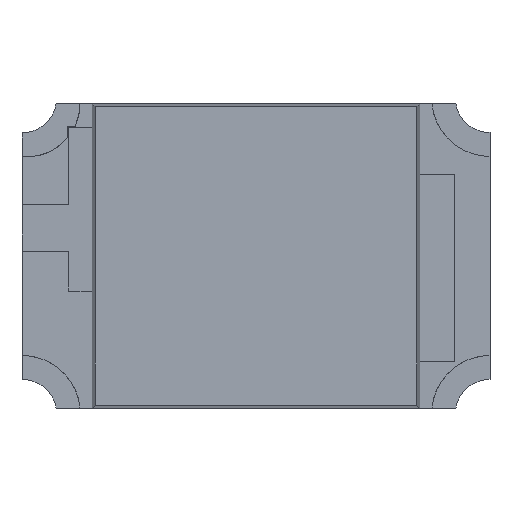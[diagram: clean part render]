
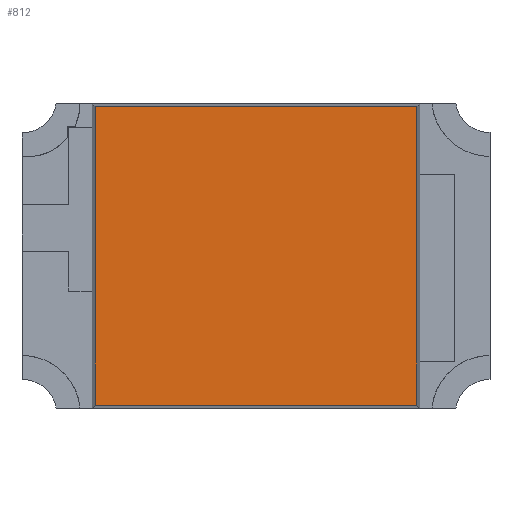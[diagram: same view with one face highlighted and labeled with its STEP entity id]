
A CAD part, top view. The second image highlights one B-rep face of the part: STEP entity #812.
In plain terms, the highlighted planar face has unit normal (0, 0, 1).
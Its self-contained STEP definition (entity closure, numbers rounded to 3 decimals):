
#812 = ADVANCED_FACE( '', ( #1450 ), #1451, .T. );
#1450 = FACE_OUTER_BOUND( '', #2044, .T. );
#1451 = PLANE( '', #2045 );
#2044 = EDGE_LOOP( '', ( #3436, #3437, #3438, #3439 ) );
#2045 = AXIS2_PLACEMENT_3D( '', #3440, #3441, #3442 );
#3436 = ORIENTED_EDGE( '', *, *, #4382, .T. );
#3437 = ORIENTED_EDGE( '', *, *, #4336, .T. );
#3438 = ORIENTED_EDGE( '', *, *, #4366, .T. );
#3439 = ORIENTED_EDGE( '', *, *, #4403, .T. );
#3440 = CARTESIAN_POINT( '', ( 0., 0., 0.5 ) );
#3441 = DIRECTION( '', ( 0., 0., 1. ) );
#3442 = DIRECTION( '', ( 1., 0., 0. ) );
#4336 = EDGE_CURVE( '', #5248, #5246, #5249, .F. );
#4366 = EDGE_CURVE( '', #5246, #5284, #5286, .F. );
#4382 = EDGE_CURVE( '', #5306, #5248, #5307, .F. );
#4403 = EDGE_CURVE( '', #5284, #5306, #5331, .F. );
#5246 = VERTEX_POINT( '', #6508 );
#5248 = VERTEX_POINT( '', #6511 );
#5249 = LINE( '', #6512, #6513 );
#5284 = VERTEX_POINT( '', #6564 );
#5286 = LINE( '', #6567, #6568 );
#5306 = VERTEX_POINT( '', #6594 );
#5307 = LINE( '', #6595, #6596 );
#5331 = LINE( '', #6628, #6629 );
#6508 = CARTESIAN_POINT( '', ( 0.688, -0.638, 0.5 ) );
#6511 = CARTESIAN_POINT( '', ( -0.688, -0.638, 0.5 ) );
#6512 = CARTESIAN_POINT( '', ( 0., -0.638, 0.5 ) );
#6513 = VECTOR( '', #7209, 1000. );
#6564 = CARTESIAN_POINT( '', ( 0.688, 0.638, 0.5 ) );
#6567 = CARTESIAN_POINT( '', ( 0.688, 0., 0.5 ) );
#6568 = VECTOR( '', #7230, 1000. );
#6594 = CARTESIAN_POINT( '', ( -0.688, 0.638, 0.5 ) );
#6595 = CARTESIAN_POINT( '', ( -0.688, 0., 0.5 ) );
#6596 = VECTOR( '', #7246, 1000. );
#6628 = CARTESIAN_POINT( '', ( 0., 0.638, 0.5 ) );
#6629 = VECTOR( '', #7267, 1000. );
#7209 = DIRECTION( '', ( -1., 0., 0. ) );
#7230 = DIRECTION( '', ( 0., -1., 0. ) );
#7246 = DIRECTION( '', ( 0., 1., 0. ) );
#7267 = DIRECTION( '', ( 1., 0., 0. ) );
